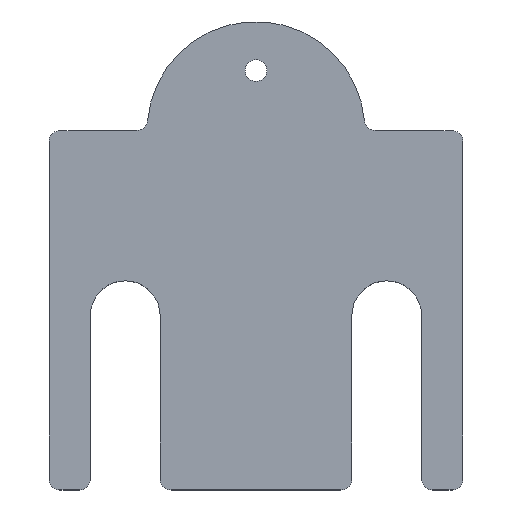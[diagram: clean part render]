
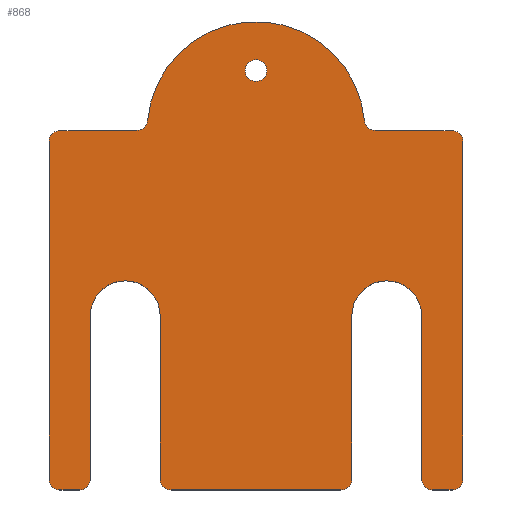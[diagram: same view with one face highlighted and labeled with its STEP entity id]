
A CAD part, top view. The second image highlights one B-rep face of the part: STEP entity #868.
In plain terms, the highlighted planar face has unit normal (0, 0, 1).
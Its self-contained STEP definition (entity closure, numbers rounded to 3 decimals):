
#70=CARTESIAN_POINT('Vertex',(18.,38.5,1.)) ;
#73=CARTESIAN_POINT('Axis2P3D Location',(19.,38.5,1.)) ;
#77=CARTESIAN_POINT('Vertex',(20.,38.5,1.)) ;
#97=CARTESIAN_POINT('Axis2P3D Location',(19.,38.5,1.)) ;
#127=CARTESIAN_POINT('Vertex',(34.2,16.,1.)) ;
#130=CARTESIAN_POINT('Axis2P3D Location',(31.,16.,1.)) ;
#134=CARTESIAN_POINT('Vertex',(27.8,16.,1.)) ;
#167=CARTESIAN_POINT('Vertex',(10.2,16.,1.)) ;
#170=CARTESIAN_POINT('Axis2P3D Location',(7.,16.,1.)) ;
#174=CARTESIAN_POINT('Vertex',(3.8,16.,1.)) ;
#207=CARTESIAN_POINT('Vertex',(0.,32.,1.)) ;
#210=CARTESIAN_POINT('Axis2P3D Location',(1.,32.,1.)) ;
#214=CARTESIAN_POINT('Vertex',(1.,33.,1.)) ;
#241=CARTESIAN_POINT('Line Origine',(4.523,33.,1.)) ;
#245=CARTESIAN_POINT('Vertex',(8.046,33.,1.)) ;
#271=CARTESIAN_POINT('Vertex',(9.041,33.909,1.)) ;
#279=CARTESIAN_POINT('Axis2P3D Location',(8.046,34.,1.)) ;
#303=CARTESIAN_POINT('Line Origine',(3.8,8.5,1.)) ;
#307=CARTESIAN_POINT('Vertex',(3.8,1.,1.)) ;
#334=CARTESIAN_POINT('Axis2P3D Location',(2.8,1.,1.)) ;
#338=CARTESIAN_POINT('Vertex',(2.8,0.,1.)) ;
#362=CARTESIAN_POINT('Vertex',(10.2,1.,1.)) ;
#367=CARTESIAN_POINT('Line Origine',(10.2,8.5,1.)) ;
#400=CARTESIAN_POINT('Vertex',(11.2,0.,1.)) ;
#403=CARTESIAN_POINT('Axis2P3D Location',(11.2,1.,1.)) ;
#420=CARTESIAN_POINT('Line Origine',(0.,16.5,1.)) ;
#424=CARTESIAN_POINT('Vertex',(0.,1.,1.)) ;
#458=CARTESIAN_POINT('Line Origine',(1.9,0.,1.)) ;
#462=CARTESIAN_POINT('Vertex',(1.,0.,1.)) ;
#482=CARTESIAN_POINT('Axis2P3D Location',(1.,1.,1.)) ;
#511=CARTESIAN_POINT('Line Origine',(27.8,8.5,1.)) ;
#515=CARTESIAN_POINT('Vertex',(27.8,1.,1.)) ;
#530=CARTESIAN_POINT('Line Origine',(19.,0.,1.)) ;
#534=CARTESIAN_POINT('Vertex',(26.8,0.,1.)) ;
#566=CARTESIAN_POINT('Axis2P3D Location',(26.8,1.,1.)) ;
#587=CARTESIAN_POINT('Vertex',(34.2,1.,1.)) ;
#592=CARTESIAN_POINT('Line Origine',(34.2,8.5,1.)) ;
#625=CARTESIAN_POINT('Vertex',(35.2,0.,1.)) ;
#628=CARTESIAN_POINT('Axis2P3D Location',(35.2,1.,1.)) ;
#640=CARTESIAN_POINT('Line Origine',(36.1,0.,1.)) ;
#644=CARTESIAN_POINT('Vertex',(37.,0.,1.)) ;
#671=CARTESIAN_POINT('Axis2P3D Location',(37.,1.,1.)) ;
#675=CARTESIAN_POINT('Vertex',(38.,1.,1.)) ;
#702=CARTESIAN_POINT('Line Origine',(38.,16.5,1.)) ;
#706=CARTESIAN_POINT('Vertex',(38.,32.,1.)) ;
#744=CARTESIAN_POINT('Vertex',(37.,33.,1.)) ;
#747=CARTESIAN_POINT('Axis2P3D Location',(37.,32.,1.)) ;
#814=CARTESIAN_POINT('Axis2P3D Location',(0.,0.,1.)) ;
#819=CARTESIAN_POINT('Axis2P3D Location',(29.954,34.,1.)) ;
#823=CARTESIAN_POINT('Vertex',(29.954,33.,1.)) ;
#825=CARTESIAN_POINT('Vertex',(28.959,33.909,1.)) ;
#828=CARTESIAN_POINT('Axis2P3D Location',(19.,33.,1.)) ;
#833=CARTESIAN_POINT('Line Origine',(33.477,33.,1.)) ;
#74=DIRECTION('Axis2P3D Direction',(0.,0.,1.)) ;
#98=DIRECTION('Axis2P3D Direction',(0.,0.,1.)) ;
#131=DIRECTION('Axis2P3D Direction',(0.,0.,1.)) ;
#171=DIRECTION('Axis2P3D Direction',(0.,0.,1.)) ;
#211=DIRECTION('Axis2P3D Direction',(0.,-0.,1.)) ;
#242=DIRECTION('Vector Direction',(-1.,0.,0.)) ;
#280=DIRECTION('Axis2P3D Direction',(0.,0.,-1.)) ;
#304=DIRECTION('Vector Direction',(0.,-1.,0.)) ;
#335=DIRECTION('Axis2P3D Direction',(0.,0.,-1.)) ;
#368=DIRECTION('Vector Direction',(0.,-1.,0.)) ;
#404=DIRECTION('Axis2P3D Direction',(0.,0.,1.)) ;
#421=DIRECTION('Vector Direction',(0.,-1.,0.)) ;
#459=DIRECTION('Vector Direction',(1.,0.,0.)) ;
#483=DIRECTION('Axis2P3D Direction',(0.,0.,1.)) ;
#512=DIRECTION('Vector Direction',(0.,-1.,0.)) ;
#531=DIRECTION('Vector Direction',(1.,0.,0.)) ;
#567=DIRECTION('Axis2P3D Direction',(0.,0.,-1.)) ;
#593=DIRECTION('Vector Direction',(0.,-1.,0.)) ;
#629=DIRECTION('Axis2P3D Direction',(0.,0.,1.)) ;
#641=DIRECTION('Vector Direction',(1.,0.,0.)) ;
#672=DIRECTION('Axis2P3D Direction',(0.,0.,1.)) ;
#703=DIRECTION('Vector Direction',(0.,1.,0.)) ;
#748=DIRECTION('Axis2P3D Direction',(0.,0.,-1.)) ;
#815=DIRECTION('Axis2P3D Direction',(0.,0.,1.)) ;
#816=DIRECTION('Axis2P3D XDirection',(1.,0.,0.)) ;
#820=DIRECTION('Axis2P3D Direction',(0.,0.,1.)) ;
#829=DIRECTION('Axis2P3D Direction',(0.,0.,1.)) ;
#834=DIRECTION('Vector Direction',(1.,0.,0.)) ;
#75=AXIS2_PLACEMENT_3D('Circle Axis2P3D',#73,#74,$) ;
#99=AXIS2_PLACEMENT_3D('Circle Axis2P3D',#97,#98,$) ;
#132=AXIS2_PLACEMENT_3D('Circle Axis2P3D',#130,#131,$) ;
#172=AXIS2_PLACEMENT_3D('Circle Axis2P3D',#170,#171,$) ;
#212=AXIS2_PLACEMENT_3D('Circle Axis2P3D',#210,#211,$) ;
#281=AXIS2_PLACEMENT_3D('Circle Axis2P3D',#279,#280,$) ;
#336=AXIS2_PLACEMENT_3D('Circle Axis2P3D',#334,#335,$) ;
#405=AXIS2_PLACEMENT_3D('Circle Axis2P3D',#403,#404,$) ;
#484=AXIS2_PLACEMENT_3D('Circle Axis2P3D',#482,#483,$) ;
#568=AXIS2_PLACEMENT_3D('Circle Axis2P3D',#566,#567,$) ;
#630=AXIS2_PLACEMENT_3D('Circle Axis2P3D',#628,#629,$) ;
#673=AXIS2_PLACEMENT_3D('Circle Axis2P3D',#671,#672,$) ;
#749=AXIS2_PLACEMENT_3D('Circle Axis2P3D',#747,#748,$) ;
#817=AXIS2_PLACEMENT_3D('Plane Axis2P3D',#814,#815,#816) ;
#821=AXIS2_PLACEMENT_3D('Circle Axis2P3D',#819,#820,$) ;
#830=AXIS2_PLACEMENT_3D('Circle Axis2P3D',#828,#829,$) ;
#839=ORIENTED_EDGE('',*,*,#827,.T.) ;
#840=ORIENTED_EDGE('',*,*,#832,.F.) ;
#841=ORIENTED_EDGE('',*,*,#283,.T.) ;
#842=ORIENTED_EDGE('',*,*,#247,.F.) ;
#843=ORIENTED_EDGE('',*,*,#216,.F.) ;
#844=ORIENTED_EDGE('',*,*,#426,.T.) ;
#845=ORIENTED_EDGE('',*,*,#486,.F.) ;
#846=ORIENTED_EDGE('',*,*,#464,.T.) ;
#847=ORIENTED_EDGE('',*,*,#340,.F.) ;
#848=ORIENTED_EDGE('',*,*,#309,.F.) ;
#849=ORIENTED_EDGE('',*,*,#176,.F.) ;
#850=ORIENTED_EDGE('',*,*,#371,.F.) ;
#851=ORIENTED_EDGE('',*,*,#407,.F.) ;
#852=ORIENTED_EDGE('',*,*,#536,.T.) ;
#853=ORIENTED_EDGE('',*,*,#570,.F.) ;
#854=ORIENTED_EDGE('',*,*,#517,.F.) ;
#855=ORIENTED_EDGE('',*,*,#136,.F.) ;
#856=ORIENTED_EDGE('',*,*,#596,.F.) ;
#857=ORIENTED_EDGE('',*,*,#632,.F.) ;
#858=ORIENTED_EDGE('',*,*,#646,.T.) ;
#859=ORIENTED_EDGE('',*,*,#677,.F.) ;
#860=ORIENTED_EDGE('',*,*,#708,.T.) ;
#861=ORIENTED_EDGE('',*,*,#751,.F.) ;
#862=ORIENTED_EDGE('',*,*,#837,.F.) ;
#865=ORIENTED_EDGE('',*,*,#101,.F.) ;
#866=ORIENTED_EDGE('',*,*,#79,.F.) ;
#867=FACE_BOUND('',#864,.T.) ;
#243=VECTOR('Line Direction',#242,1.) ;
#305=VECTOR('Line Direction',#304,1.) ;
#369=VECTOR('Line Direction',#368,1.) ;
#422=VECTOR('Line Direction',#421,1.) ;
#460=VECTOR('Line Direction',#459,1.) ;
#513=VECTOR('Line Direction',#512,1.) ;
#532=VECTOR('Line Direction',#531,1.) ;
#594=VECTOR('Line Direction',#593,1.) ;
#642=VECTOR('Line Direction',#641,1.) ;
#704=VECTOR('Line Direction',#703,1.) ;
#835=VECTOR('Line Direction',#834,1.) ;
#868=ADVANCED_FACE('Corps principal',(#863,#867),#818,.T.) ;
#76=CIRCLE('generated circle',#75,1.) ;
#100=CIRCLE('generated circle',#99,1.) ;
#133=CIRCLE('generated circle',#132,3.2) ;
#173=CIRCLE('generated circle',#172,3.2) ;
#213=CIRCLE('generated circle',#212,1.) ;
#282=CIRCLE('generated circle',#281,1.) ;
#337=CIRCLE('generated circle',#336,1.) ;
#406=CIRCLE('generated circle',#405,1.) ;
#485=CIRCLE('generated circle',#484,1.) ;
#569=CIRCLE('generated circle',#568,1.) ;
#631=CIRCLE('generated circle',#630,1.) ;
#674=CIRCLE('generated circle',#673,1.) ;
#750=CIRCLE('generated circle',#749,1.) ;
#822=CIRCLE('generated circle',#821,1.) ;
#831=CIRCLE('generated circle',#830,10.) ;
#79=EDGE_CURVE('',#71,#78,#76,.T.) ;
#101=EDGE_CURVE('',#78,#71,#100,.T.) ;
#136=EDGE_CURVE('',#128,#135,#133,.T.) ;
#176=EDGE_CURVE('',#168,#175,#173,.T.) ;
#216=EDGE_CURVE('',#208,#215,#213,.F.) ;
#247=EDGE_CURVE('',#215,#246,#244,.F.) ;
#283=EDGE_CURVE('',#272,#246,#282,.T.) ;
#309=EDGE_CURVE('',#175,#308,#306,.T.) ;
#340=EDGE_CURVE('',#308,#339,#337,.T.) ;
#371=EDGE_CURVE('',#363,#168,#370,.F.) ;
#407=EDGE_CURVE('',#401,#363,#406,.F.) ;
#426=EDGE_CURVE('',#208,#425,#423,.T.) ;
#464=EDGE_CURVE('',#463,#339,#461,.T.) ;
#486=EDGE_CURVE('',#463,#425,#485,.F.) ;
#517=EDGE_CURVE('',#135,#516,#514,.T.) ;
#536=EDGE_CURVE('',#401,#535,#533,.T.) ;
#570=EDGE_CURVE('',#516,#535,#569,.T.) ;
#596=EDGE_CURVE('',#588,#128,#595,.F.) ;
#632=EDGE_CURVE('',#626,#588,#631,.F.) ;
#646=EDGE_CURVE('',#626,#645,#643,.T.) ;
#677=EDGE_CURVE('',#676,#645,#674,.F.) ;
#708=EDGE_CURVE('',#676,#707,#705,.T.) ;
#751=EDGE_CURVE('',#745,#707,#750,.T.) ;
#827=EDGE_CURVE('',#824,#826,#822,.F.) ;
#832=EDGE_CURVE('',#272,#826,#831,.F.) ;
#837=EDGE_CURVE('',#824,#745,#836,.T.) ;
#838=EDGE_LOOP('',(#839,#840,#841,#842,#843,#844,#845,#846,#847,#848,#849,#850,#851,#852,#853,#854,#855,#856,#857,#858,#859,#860,#861,#862)) ;
#864=EDGE_LOOP('',(#865,#866)) ;
#863=FACE_OUTER_BOUND('',#838,.T.) ;
#244=LINE('Line',#241,#243) ;
#306=LINE('Line',#303,#305) ;
#370=LINE('Line',#367,#369) ;
#423=LINE('Line',#420,#422) ;
#461=LINE('Line',#458,#460) ;
#514=LINE('Line',#511,#513) ;
#533=LINE('Line',#530,#532) ;
#595=LINE('Line',#592,#594) ;
#643=LINE('Line',#640,#642) ;
#705=LINE('Line',#702,#704) ;
#836=LINE('Line',#833,#835) ;
#818=PLANE('Plane',#817) ;
#71=VERTEX_POINT('',#70) ;
#78=VERTEX_POINT('',#77) ;
#128=VERTEX_POINT('',#127) ;
#135=VERTEX_POINT('',#134) ;
#168=VERTEX_POINT('',#167) ;
#175=VERTEX_POINT('',#174) ;
#208=VERTEX_POINT('',#207) ;
#215=VERTEX_POINT('',#214) ;
#246=VERTEX_POINT('',#245) ;
#272=VERTEX_POINT('',#271) ;
#308=VERTEX_POINT('',#307) ;
#339=VERTEX_POINT('',#338) ;
#363=VERTEX_POINT('',#362) ;
#401=VERTEX_POINT('',#400) ;
#425=VERTEX_POINT('',#424) ;
#463=VERTEX_POINT('',#462) ;
#516=VERTEX_POINT('',#515) ;
#535=VERTEX_POINT('',#534) ;
#588=VERTEX_POINT('',#587) ;
#626=VERTEX_POINT('',#625) ;
#645=VERTEX_POINT('',#644) ;
#676=VERTEX_POINT('',#675) ;
#707=VERTEX_POINT('',#706) ;
#745=VERTEX_POINT('',#744) ;
#824=VERTEX_POINT('',#823) ;
#826=VERTEX_POINT('',#825) ;
